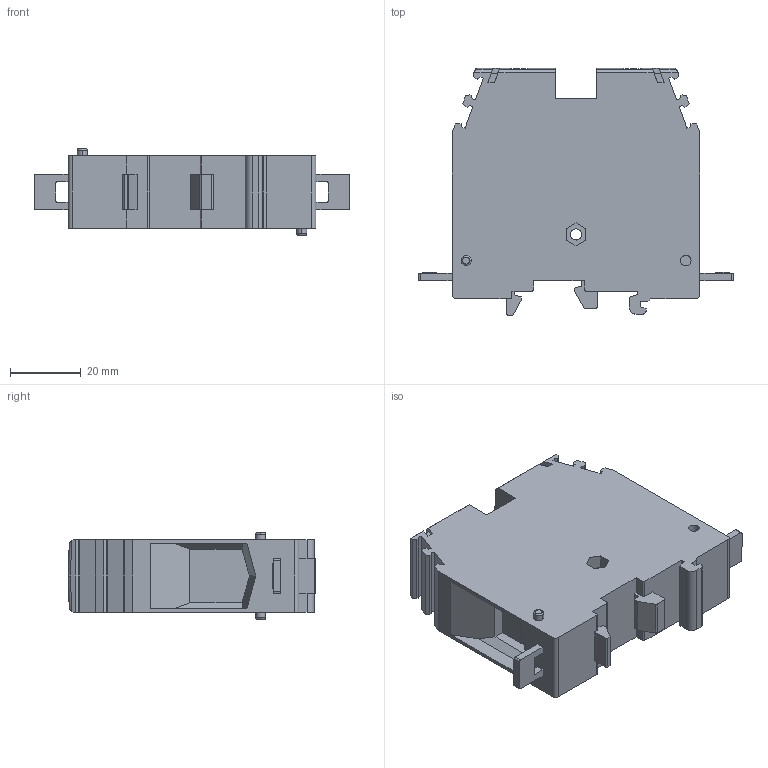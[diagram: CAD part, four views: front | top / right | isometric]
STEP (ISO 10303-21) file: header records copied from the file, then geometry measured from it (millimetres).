
FILE_DESCRIPTION(('Creo Elements/Direct Modeling STEP Export'),'2;1');
FILE_NAME('GPA.70.stp','2014-01-22T 8:22:29',(''),(''),'Creo Elements/Direct Modeling STEP processor for AP214 (Solid Model)','Creo Elements/Direct Modeling 18.0B 02-Dec-2011 (C) Parametric Technology GmbH','');
FILE_SCHEMA(('AUTOMOTIVE_DESIGN { 1 0 10303 214 1 1 1 1 }'));
Length unit declared in the file: millimetre
Products named in the file (2): GPA.70
Assembly tree (1 placements, depth 2):
  GPA.70
    GPA.70
Bounding box: 89 x 70 x 24.5 mm (x, y, z)
Volume: 78766.9 mm3; surface area: 17379.3 mm2
Topology: 1 solids, 1 shells, 288 faces, 814 edges, 541 vertices
Faces by surface type: plane 222, cylinder 58, bspline 4, torus 4
Entity records: 10092 total; most frequent: CARTESIAN_POINT 2697, ORIENTED_EDGE 1628, DIRECTION 1395, EDGE_CURVE 814, VECTOR 653, LINE 653, VERTEX_POINT 541, AXIS2_PLACEMENT_3D 371
